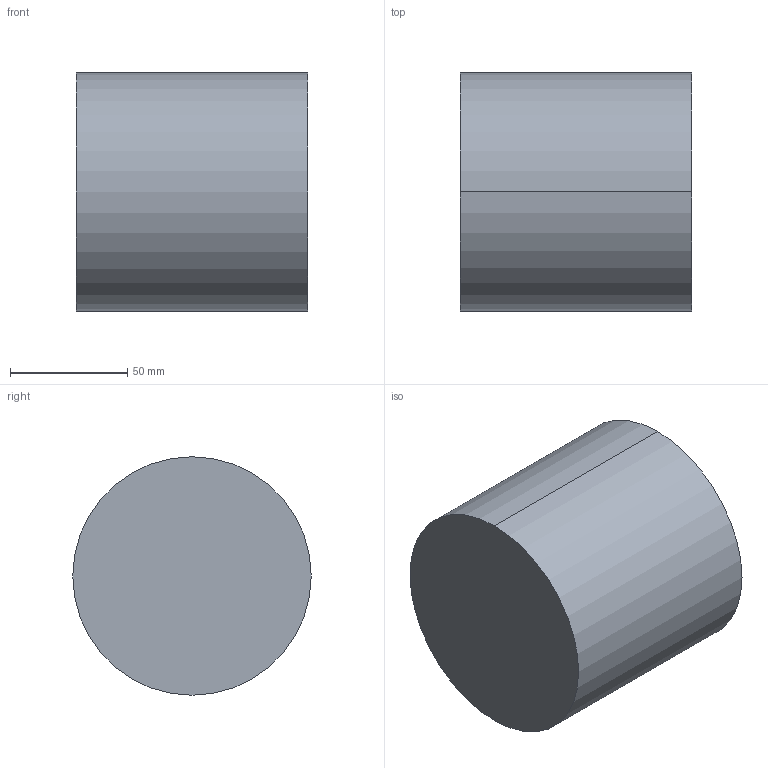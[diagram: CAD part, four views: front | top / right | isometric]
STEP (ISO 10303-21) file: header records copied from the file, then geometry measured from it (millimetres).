
FILE_DESCRIPTION (( 'STEP AP214' ), '1' );
FILE_NAME ('3CSA-4.STEP', '2020-10-23T00:01:55', ( '' ), ( '' ), 'SwSTEP 2.0', 'SolidWorks 2019', '' );
FILE_SCHEMA (( 'AUTOMOTIVE_DESIGN' ));
Length unit declared in the file: inch
Products named in the file (1): 3CSA-4
Bounding box: 98.42 x 101.6 x 101.6 mm (x, y, z)
Volume: 797962.9 mm3; surface area: 47630.5 mm2
Topology: 1 solids, 1 shells, 36 faces, 257 edges, 255 vertices
Faces by surface type: plane 34, cylinder 2
Entity records: 3865 total; most frequent: CARTESIAN_POINT 1891, ORIENTED_EDGE 514, EDGE_CURVE 257, VERTEX_POINT 255, DIRECTION 240, VECTOR 158, LINE 158, B_SPLINE_CURVE_WITH_KNOTS 95
